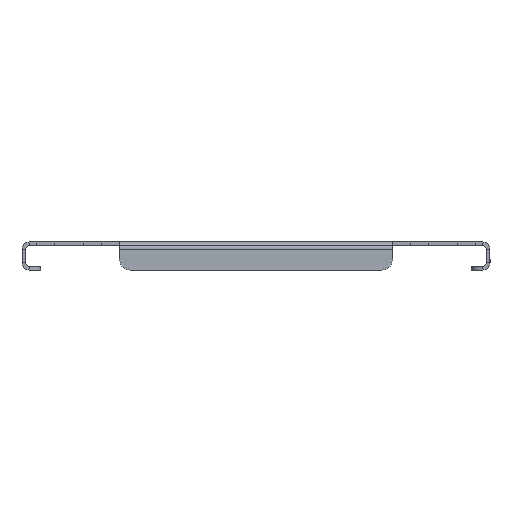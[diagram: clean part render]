
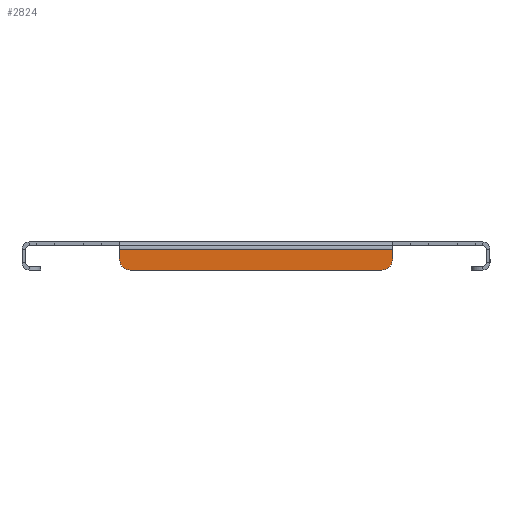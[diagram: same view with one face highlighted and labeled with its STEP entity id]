
A CAD part, left-side view. The second image highlights one B-rep face of the part: STEP entity #2824.
In plain terms, the highlighted planar face has unit normal (-1, 0, 0).
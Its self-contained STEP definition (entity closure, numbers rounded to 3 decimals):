
#75 = CARTESIAN_POINT ( 'NONE',  ( -449.5, -67., -15. ) ) ;
#86 = ORIENTED_EDGE ( 'NONE', *, *, #896, .T. ) ;
#203 = LINE ( 'NONE', #673, #1265 ) ;
#377 = DIRECTION ( 'NONE',  ( -1., 0., 0. ) ) ;
#435 = CARTESIAN_POINT ( 'NONE',  ( -449.5, -125., -15. ) ) ;
#446 = DIRECTION ( 'NONE',  ( 0., 0., 1. ) ) ;
#448 = DIRECTION ( 'NONE',  ( 0., 0., -1. ) ) ;
#477 = EDGE_CURVE ( 'NONE', #2153, #2103, #2919, .T. ) ;
#536 = FACE_OUTER_BOUND ( 'NONE', #2653, .T. ) ;
#633 = DIRECTION ( 'NONE',  ( 0., 0., -1. ) ) ;
#665 = ORIENTED_EDGE ( 'NONE', *, *, #2178, .F. ) ;
#673 = CARTESIAN_POINT ( 'NONE',  ( -449.5, -73., -15. ) ) ;
#697 = ORIENTED_EDGE ( 'NONE', *, *, #717, .T. ) ;
#702 = ORIENTED_EDGE ( 'NONE', *, *, #477, .F. ) ;
#717 = EDGE_CURVE ( 'NONE', #2552, #1606, #2517, .T. ) ;
#775 = CARTESIAN_POINT ( 'NONE',  ( -449.5, 0., 0. ) ) ;
#783 = VERTEX_POINT ( 'NONE', #75 ) ;
#884 = CARTESIAN_POINT ( 'NONE',  ( -449.5, 73., -4. ) ) ;
#896 = EDGE_CURVE ( 'NONE', #2153, #2552, #1451, .T. ) ;
#930 = VECTOR ( 'NONE', #2498, 1000. ) ;
#1212 = CARTESIAN_POINT ( 'NONE',  ( -449.5, 73., -15. ) ) ;
#1265 = VECTOR ( 'NONE', #446, 1000. ) ;
#1356 = DIRECTION ( 'NONE',  ( 0., 1., 0. ) ) ;
#1361 = CARTESIAN_POINT ( 'NONE',  ( -449.5, -125., -4. ) ) ;
#1451 = LINE ( 'NONE', #1212, #2186 ) ;
#1491 = DIRECTION ( 'NONE',  ( 0., 0., -1. ) ) ;
#1509 = VECTOR ( 'NONE', #1356, 1000. ) ;
#1606 = VERTEX_POINT ( 'NONE', #2247 ) ;
#1626 = EDGE_CURVE ( 'NONE', #783, #2871, #2003, .T. ) ;
#1686 = ORIENTED_EDGE ( 'NONE', *, *, #1626, .T. ) ;
#1703 = DIRECTION ( 'NONE',  ( 1., 0., 0. ) ) ;
#1735 = CARTESIAN_POINT ( 'NONE',  ( -449.5, -73., -9. ) ) ;
#2003 = CIRCLE ( 'NONE', #2375, 6. ) ;
#2031 = AXIS2_PLACEMENT_3D ( 'NONE', #775, #1703, #1491 ) ;
#2033 = CARTESIAN_POINT ( 'NONE',  ( -449.5, 67., -9. ) ) ;
#2073 = DIRECTION ( 'NONE',  ( -1., 0., 0. ) ) ;
#2103 = VERTEX_POINT ( 'NONE', #2794 ) ;
#2128 = DIRECTION ( 'NONE',  ( 0., 0., -1. ) ) ;
#2153 = VERTEX_POINT ( 'NONE', #884 ) ;
#2178 = EDGE_CURVE ( 'NONE', #783, #1606, #2243, .T. ) ;
#2186 = VECTOR ( 'NONE', #2128, 1000. ) ;
#2197 = EDGE_CURVE ( 'NONE', #2871, #2103, #203, .T. ) ;
#2243 = LINE ( 'NONE', #435, #1509 ) ;
#2247 = CARTESIAN_POINT ( 'NONE',  ( -449.5, 67., -15. ) ) ;
#2313 = CARTESIAN_POINT ( 'NONE',  ( -449.5, 73., -9. ) ) ;
#2372 = PLANE ( 'NONE',  #2031 ) ;
#2375 = AXIS2_PLACEMENT_3D ( 'NONE', #2452, #377, #633 ) ;
#2452 = CARTESIAN_POINT ( 'NONE',  ( -449.5, -67., -9. ) ) ;
#2498 = DIRECTION ( 'NONE',  ( 0., -1., 0. ) ) ;
#2517 = CIRCLE ( 'NONE', #2609, 6. ) ;
#2552 = VERTEX_POINT ( 'NONE', #2313 ) ;
#2609 = AXIS2_PLACEMENT_3D ( 'NONE', #2033, #2073, #448 ) ;
#2653 = EDGE_LOOP ( 'NONE', ( #665, #1686, #2679, #702, #86, #697 ) ) ;
#2679 = ORIENTED_EDGE ( 'NONE', *, *, #2197, .T. ) ;
#2794 = CARTESIAN_POINT ( 'NONE',  ( -449.5, -73., -4. ) ) ;
#2824 = ADVANCED_FACE ( 'NONE', ( #536 ), #2372, .F. ) ;
#2871 = VERTEX_POINT ( 'NONE', #1735 ) ;
#2919 = LINE ( 'NONE', #1361, #930 ) ;
